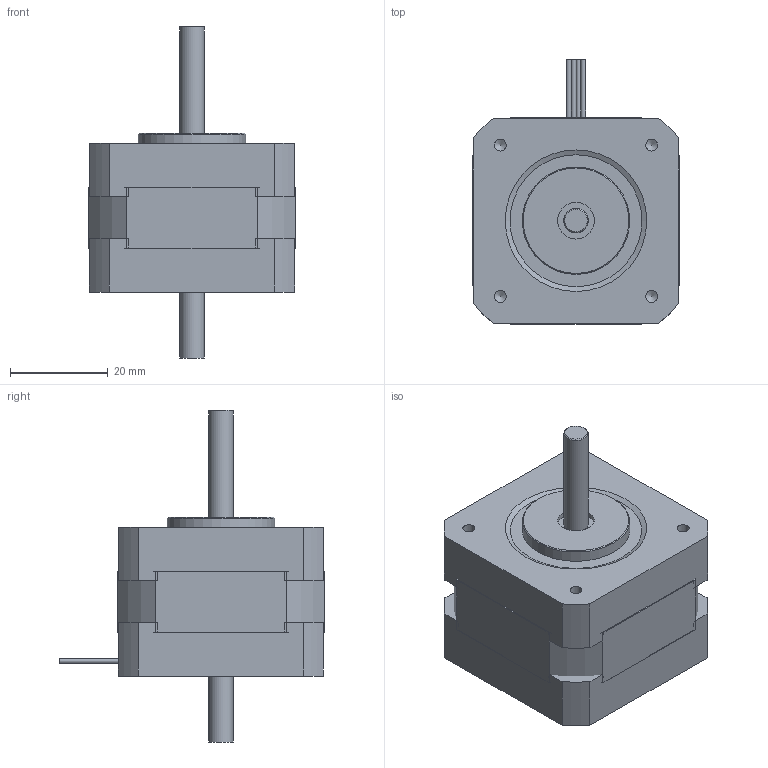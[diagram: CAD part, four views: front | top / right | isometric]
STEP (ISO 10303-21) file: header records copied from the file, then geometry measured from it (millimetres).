
FILE_DESCRIPTION(/* description */ (''),/* implementation_level */ '2;1');
FILE_NAME(/* name */ 'ST4118S0406-B.stp',/* time_stamp */ '2016-11-17T10:00:54+01:00',/* author */ ('schneid_cad'),/* organization */ (''),/* preprocessor_version */ 'ST-DEVELOPER v16.5',/* originating_system */ 'Autodesk Inventor 2017',/* authorisation */ '');
FILE_SCHEMA (('AUTOMOTIVE_DESIGN { 1 0 10303 214 3 1 1 }'));
Length unit declared in the file: millimetre
Products named in the file (1): ST4118S..._B
Bounding box: 42.3 x 54.15 x 68 mm (x, y, z)
Volume: 53440.4 mm3; surface area: 18012.9 mm2
Topology: 10 solids, 11 shells, 263 faces, 640 edges, 407 vertices
Faces by surface type: plane 134, cone 69, cylinder 52, sphere 4, torus 4
Full cylindrical faces by diameter (mm): 1 x7, 2.013 x2, 2.275 x4, 2.459 x4, 2.5 x4, 2.7 x4, 5 x4, 6 x4, 7.5 x1, 9 x1, 22 x1
Entity records: 7536 total; most frequent: CARTESIAN_POINT 1388, DIRECTION 1288, ORIENTED_EDGE 1136, EDGE_CURVE 568, AXIS2_PLACEMENT_3D 520, VERTEX_POINT 396, EDGE_LOOP 351, FACE_OUTER_BOUND 263
